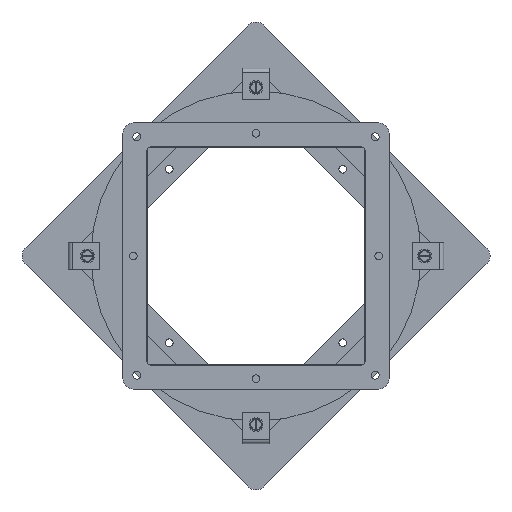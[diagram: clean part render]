
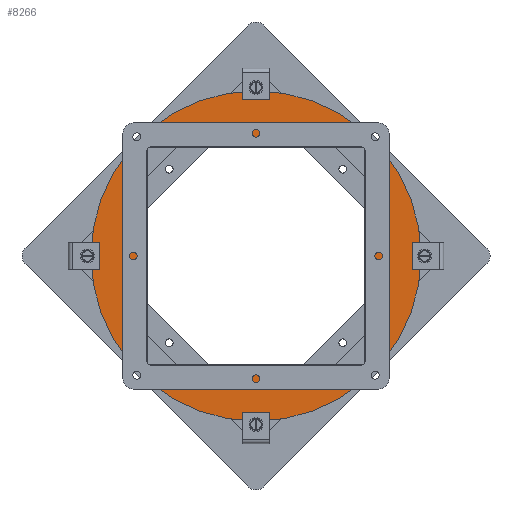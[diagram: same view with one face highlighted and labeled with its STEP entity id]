
A CAD part, front view. The second image highlights one B-rep face of the part: STEP entity #8266.
In plain terms, the highlighted planar face has unit normal (0, -1, 0).
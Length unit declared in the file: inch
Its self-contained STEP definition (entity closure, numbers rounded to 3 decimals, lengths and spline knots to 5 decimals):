
#284 = CIRCLE ( 'NONE', #866, 0.062 ) ;
#331 = CIRCLE ( 'NONE', #10478, 0.062 ) ;
#387 = VERTEX_POINT ( 'NONE', #6468 ) ;
#440 = CARTESIAN_POINT ( 'NONE',  ( -7.878, 1.718, -7.964 ) ) ;
#454 = CARTESIAN_POINT ( 'NONE',  ( 0.029, 1.718, -8.026 ) ) ;
#501 = VERTEX_POINT ( 'NONE', #17710 ) ;
#866 = AXIS2_PLACEMENT_3D ( 'NONE', #440, #12770, #14045 ) ;
#975 = ORIENTED_EDGE ( 'NONE', *, *, #8026, .T. ) ;
#1180 = CARTESIAN_POINT ( 'NONE',  ( -0.033, 1.718, -7.964 ) ) ;
#1241 = VECTOR ( 'NONE', #14437, 39.37008 ) ;
#1374 = AXIS2_PLACEMENT_3D ( 'NONE', #11485, #3051, #1872 ) ;
#1555 = VERTEX_POINT ( 'NONE', #11245 ) ;
#1872 = DIRECTION ( 'NONE',  ( -1., 0., 0. ) ) ;
#2019 = FACE_BOUND ( 'NONE', #5724, .T. ) ;
#2118 = PLANE ( 'NONE',  #16574 ) ;
#2223 = CARTESIAN_POINT ( 'NONE',  ( 0.029, 1.718, -7.964 ) ) ;
#2703 = ORIENTED_EDGE ( 'NONE', *, *, #17363, .T. ) ;
#2913 = VERTEX_POINT ( 'NONE', #17586 ) ;
#2988 = EDGE_CURVE ( 'NONE', #2913, #10882, #9264, .T. ) ;
#2992 = CARTESIAN_POINT ( 'NONE',  ( -7.878, 1.718, -0.057 ) ) ;
#3051 = DIRECTION ( 'NONE',  ( 0., 1., 0. ) ) ;
#3122 = ORIENTED_EDGE ( 'NONE', *, *, #13193, .T. ) ;
#3180 = EDGE_CURVE ( 'NONE', #5619, #387, #284, .T. ) ;
#3415 = ORIENTED_EDGE ( 'NONE', *, *, #6521, .F. ) ;
#4260 = EDGE_CURVE ( 'NONE', #5651, #11558, #15592, .T. ) ;
#4875 = DIRECTION ( 'NONE',  ( 0., 1., 0. ) ) ;
#5497 = VERTEX_POINT ( 'NONE', #12693 ) ;
#5619 = VERTEX_POINT ( 'NONE', #14609 ) ;
#5651 = VERTEX_POINT ( 'NONE', #16490 ) ;
#5724 = EDGE_LOOP ( 'NONE', ( #12399, #3122, #2703, #9213, #17194, #5822, #5757, #975 ) ) ;
#5757 = ORIENTED_EDGE ( 'NONE', *, *, #7499, .T. ) ;
#5822 = ORIENTED_EDGE ( 'NONE', *, *, #2988, .T. ) ;
#5890 = CARTESIAN_POINT ( 'NONE',  ( -3.9555, 1.718, -4.0415 ) ) ;
#6205 = DIRECTION ( 'NONE',  ( 1., 0., 0. ) ) ;
#6339 = CARTESIAN_POINT ( 'NONE',  ( -7.878, 1.718, -0.119 ) ) ;
#6468 = CARTESIAN_POINT ( 'NONE',  ( -7.94, 1.718, -7.964 ) ) ;
#6521 = EDGE_CURVE ( 'NONE', #1555, #501, #10531, .T. ) ;
#6925 = CARTESIAN_POINT ( 'NONE',  ( -7.94, 1.718, -8.026 ) ) ;
#6959 = EDGE_CURVE ( 'NONE', #387, #2913, #11887, .T. ) ;
#7025 = DIRECTION ( 'NONE',  ( -1., 0., 0. ) ) ;
#7204 = ORIENTED_EDGE ( 'NONE', *, *, #13532, .F. ) ;
#7499 = EDGE_CURVE ( 'NONE', #10882, #5497, #12053, .T. ) ;
#7806 = CARTESIAN_POINT ( 'NONE',  ( -7.94, 1.718, -0.057 ) ) ;
#8026 = EDGE_CURVE ( 'NONE', #5497, #5651, #331, .T. ) ;
#8034 = CIRCLE ( 'NONE', #1374, 5.9685 ) ;
#8266 = ADVANCED_FACE ( 'NONE', ( #14551, #2019 ), #2118, .T. ) ;
#8698 = DIRECTION ( 'NONE',  ( -1., 0., 0. ) ) ;
#9213 = ORIENTED_EDGE ( 'NONE', *, *, #3180, .T. ) ;
#9227 = EDGE_LOOP ( 'NONE', ( #7204, #3415 ) ) ;
#9264 = CIRCLE ( 'NONE', #11580, 0.062 ) ;
#9432 = DIRECTION ( 'NONE',  ( 1., 0., 0. ) ) ;
#9538 = DIRECTION ( 'NONE',  ( -1., 0., 0. ) ) ;
#9793 = AXIS2_PLACEMENT_3D ( 'NONE', #1180, #10619, #9538 ) ;
#10110 = CARTESIAN_POINT ( 'NONE',  ( -3.9555, 1.718, -4.0415 ) ) ;
#10155 = DIRECTION ( 'NONE',  ( 0., 1., 0. ) ) ;
#10431 = DIRECTION ( 'NONE',  ( -1., 0., 0. ) ) ;
#10478 = AXIS2_PLACEMENT_3D ( 'NONE', #13824, #16919, #15274 ) ;
#10531 = CIRCLE ( 'NONE', #15749, 5.9685 ) ;
#10619 = DIRECTION ( 'NONE',  ( 0., 1., 0. ) ) ;
#10771 = VECTOR ( 'NONE', #14607, 39.37008 ) ;
#10882 = VERTEX_POINT ( 'NONE', #2992 ) ;
#11245 = CARTESIAN_POINT ( 'NONE',  ( 2.013, 1.718, -4.0415 ) ) ;
#11485 = CARTESIAN_POINT ( 'NONE',  ( -3.9555, 1.718, -4.0415 ) ) ;
#11558 = VERTEX_POINT ( 'NONE', #2223 ) ;
#11580 = AXIS2_PLACEMENT_3D ( 'NONE', #6339, #4875, #10431 ) ;
#11887 = LINE ( 'NONE', #7806, #1241 ) ;
#12053 = LINE ( 'NONE', #17857, #14528 ) ;
#12399 = ORIENTED_EDGE ( 'NONE', *, *, #4260, .T. ) ;
#12639 = LINE ( 'NONE', #6925, #13677 ) ;
#12693 = CARTESIAN_POINT ( 'NONE',  ( -0.033, 1.718, -0.057 ) ) ;
#12770 = DIRECTION ( 'NONE',  ( 0., 1., 0. ) ) ;
#13097 = DIRECTION ( 'NONE',  ( 0., -1., 0. ) ) ;
#13193 = EDGE_CURVE ( 'NONE', #11558, #15189, #17600, .T. ) ;
#13532 = EDGE_CURVE ( 'NONE', #501, #1555, #8034, .T. ) ;
#13677 = VECTOR ( 'NONE', #7025, 39.37008 ) ;
#13824 = CARTESIAN_POINT ( 'NONE',  ( -0.033, 1.718, -0.119 ) ) ;
#14045 = DIRECTION ( 'NONE',  ( -1., 0., 0. ) ) ;
#14437 = DIRECTION ( 'NONE',  ( 0., 0., 1. ) ) ;
#14528 = VECTOR ( 'NONE', #9432, 39.37008 ) ;
#14551 = FACE_OUTER_BOUND ( 'NONE', #9227, .T. ) ;
#14607 = DIRECTION ( 'NONE',  ( 0., 0., -1. ) ) ;
#14609 = CARTESIAN_POINT ( 'NONE',  ( -7.878, 1.718, -8.026 ) ) ;
#15189 = VERTEX_POINT ( 'NONE', #17443 ) ;
#15274 = DIRECTION ( 'NONE',  ( -1., 0., 0. ) ) ;
#15592 = LINE ( 'NONE', #454, #10771 ) ;
#15749 = AXIS2_PLACEMENT_3D ( 'NONE', #5890, #10155, #8698 ) ;
#16490 = CARTESIAN_POINT ( 'NONE',  ( 0.029, 1.718, -0.119 ) ) ;
#16574 = AXIS2_PLACEMENT_3D ( 'NONE', #10110, #13097, #6205 ) ;
#16919 = DIRECTION ( 'NONE',  ( 0., 1., 0. ) ) ;
#17194 = ORIENTED_EDGE ( 'NONE', *, *, #6959, .T. ) ;
#17363 = EDGE_CURVE ( 'NONE', #15189, #5619, #12639, .T. ) ;
#17443 = CARTESIAN_POINT ( 'NONE',  ( -0.033, 1.718, -8.026 ) ) ;
#17586 = CARTESIAN_POINT ( 'NONE',  ( -7.94, 1.718, -0.119 ) ) ;
#17600 = CIRCLE ( 'NONE', #9793, 0.062 ) ;
#17710 = CARTESIAN_POINT ( 'NONE',  ( -9.924, 1.718, -4.0415 ) ) ;
#17857 = CARTESIAN_POINT ( 'NONE',  ( 0.029, 1.718, -0.057 ) ) ;
